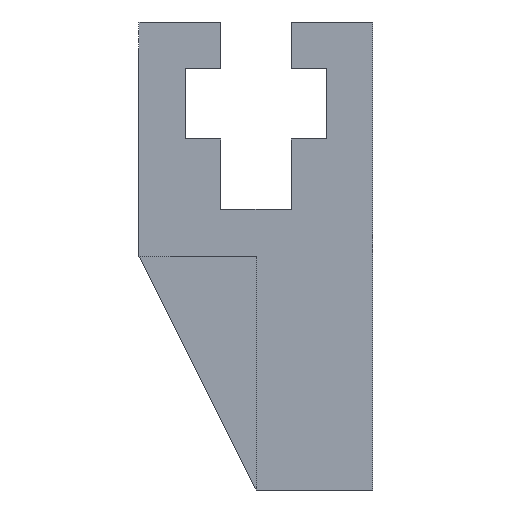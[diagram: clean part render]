
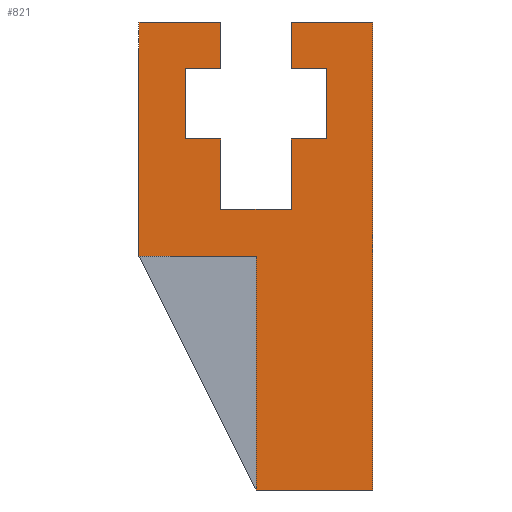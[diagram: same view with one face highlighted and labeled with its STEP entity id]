
A CAD part, front view. The second image highlights one B-rep face of the part: STEP entity #821.
In plain terms, the highlighted planar face has unit normal (0, -1, 0).
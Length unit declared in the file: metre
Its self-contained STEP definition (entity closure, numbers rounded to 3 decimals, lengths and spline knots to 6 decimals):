
#132=ORIENTED_EDGE('',*,*,#300,.F.);
#133=ORIENTED_EDGE('',*,*,#296,.T.);
#134=ORIENTED_EDGE('',*,*,#299,.F.);
#135=ORIENTED_EDGE('',*,*,#301,.T.);
#136=ORIENTED_EDGE('',*,*,#302,.T.);
#137=ORIENTED_EDGE('',*,*,#303,.F.);
#138=ORIENTED_EDGE('',*,*,#304,.T.);
#139=ORIENTED_EDGE('',*,*,#305,.T.);
#140=ORIENTED_EDGE('',*,*,#306,.T.);
#141=ORIENTED_EDGE('',*,*,#307,.T.);
#142=ORIENTED_EDGE('',*,*,#308,.T.);
#143=ORIENTED_EDGE('',*,*,#309,.F.);
#144=ORIENTED_EDGE('',*,*,#310,.T.);
#145=ORIENTED_EDGE('',*,*,#311,.F.);
#146=ORIENTED_EDGE('',*,*,#312,.F.);
#147=ORIENTED_EDGE('',*,*,#313,.F.);
#148=ORIENTED_EDGE('',*,*,#314,.F.);
#149=ORIENTED_EDGE('',*,*,#315,.T.);
#296=EDGE_CURVE('',#386,#388,#477,.T.);
#299=EDGE_CURVE('',#390,#388,#480,.T.);
#300=EDGE_CURVE('',#386,#391,#481,.T.);
#301=EDGE_CURVE('',#390,#392,#482,.T.);
#302=EDGE_CURVE('',#392,#393,#483,.T.);
#303=EDGE_CURVE('',#394,#393,#484,.T.);
#304=EDGE_CURVE('',#394,#395,#485,.T.);
#305=EDGE_CURVE('',#395,#396,#486,.T.);
#306=EDGE_CURVE('',#396,#397,#487,.T.);
#307=EDGE_CURVE('',#397,#398,#488,.T.);
#308=EDGE_CURVE('',#398,#399,#489,.T.);
#309=EDGE_CURVE('',#400,#399,#490,.T.);
#310=EDGE_CURVE('',#400,#401,#491,.T.);
#311=EDGE_CURVE('',#402,#401,#492,.T.);
#312=EDGE_CURVE('',#403,#402,#493,.T.);
#313=EDGE_CURVE('',#404,#403,#494,.T.);
#314=EDGE_CURVE('',#405,#404,#495,.T.);
#315=EDGE_CURVE('',#405,#391,#496,.T.);
#386=VERTEX_POINT('',#1307);
#388=VERTEX_POINT('',#1311);
#390=VERTEX_POINT('',#1317);
#391=VERTEX_POINT('',#1321);
#392=VERTEX_POINT('',#1323);
#393=VERTEX_POINT('',#1325);
#394=VERTEX_POINT('',#1327);
#395=VERTEX_POINT('',#1329);
#396=VERTEX_POINT('',#1331);
#397=VERTEX_POINT('',#1333);
#398=VERTEX_POINT('',#1335);
#399=VERTEX_POINT('',#1337);
#400=VERTEX_POINT('',#1339);
#401=VERTEX_POINT('',#1341);
#402=VERTEX_POINT('',#1343);
#403=VERTEX_POINT('',#1345);
#404=VERTEX_POINT('',#1347);
#405=VERTEX_POINT('',#1349);
#477=LINE('',#1312,#576);
#480=LINE('',#1318,#579);
#481=LINE('',#1320,#580);
#482=LINE('',#1322,#581);
#483=LINE('',#1324,#582);
#484=LINE('',#1326,#583);
#485=LINE('',#1328,#584);
#486=LINE('',#1330,#585);
#487=LINE('',#1332,#586);
#488=LINE('',#1334,#587);
#489=LINE('',#1336,#588);
#490=LINE('',#1338,#589);
#491=LINE('',#1340,#590);
#492=LINE('',#1342,#591);
#493=LINE('',#1344,#592);
#494=LINE('',#1346,#593);
#495=LINE('',#1348,#594);
#496=LINE('',#1350,#595);
#576=VECTOR('',#1085,1.);
#579=VECTOR('',#1090,1.);
#580=VECTOR('',#1093,1.);
#581=VECTOR('',#1094,1.);
#582=VECTOR('',#1095,1.);
#583=VECTOR('',#1096,1.);
#584=VECTOR('',#1097,1.);
#585=VECTOR('',#1098,1.);
#586=VECTOR('',#1099,1.);
#587=VECTOR('',#1100,1.);
#588=VECTOR('',#1101,1.);
#589=VECTOR('',#1102,1.);
#590=VECTOR('',#1103,1.);
#591=VECTOR('',#1104,1.);
#592=VECTOR('',#1105,1.);
#593=VECTOR('',#1106,1.);
#594=VECTOR('',#1107,1.);
#595=VECTOR('',#1108,1.);
#654=EDGE_LOOP('',(#132,#133,#134,#135,#136,#137,#138,#139,#140,#141,#142,
#143,#144,#145,#146,#147,#148,#149));
#715=FACE_BOUND('',#654,.T.);
#776=PLANE('',#943);
#821=ADVANCED_FACE('',(#715),#776,.T.);
#943=AXIS2_PLACEMENT_3D('',#1319,#1091,#1092);
#1085=DIRECTION('',(-1.,0.,0.));
#1090=DIRECTION('',(0.,0.,1.));
#1091=DIRECTION('',(0.,-1.,0.));
#1092=DIRECTION('',(1.,0.,0.));
#1093=DIRECTION('',(0.,0.,-1.));
#1094=DIRECTION('',(1.,0.,0.));
#1095=DIRECTION('',(0.,0.,-1.));
#1096=DIRECTION('',(-1.,0.,0.));
#1097=DIRECTION('',(0.,0.,1.));
#1098=DIRECTION('',(-1.,0.,0.));
#1099=DIRECTION('',(0.,0.,-1.));
#1100=DIRECTION('',(1.,0.,0.));
#1101=DIRECTION('',(0.,0.,-1.));
#1102=DIRECTION('',(1.,0.,0.));
#1103=DIRECTION('',(0.,0.,-1.));
#1104=DIRECTION('',(1.,0.,0.));
#1105=DIRECTION('',(0.,0.,-1.));
#1106=DIRECTION('',(1.,0.,0.));
#1107=DIRECTION('',(0.,0.,-1.));
#1108=DIRECTION('',(1.,0.,0.));
#1307=CARTESIAN_POINT('',(-0.0015,-0.10675,0.01));
#1311=CARTESIAN_POINT('',(-0.005,-0.10675,0.01));
#1312=CARTESIAN_POINT('',(0.,-0.10675,0.01));
#1317=CARTESIAN_POINT('',(-0.005,-0.10675,0.));
#1318=CARTESIAN_POINT('',(-0.005,-0.10675,0.));
#1319=CARTESIAN_POINT('',(0.,-0.10675,0.));
#1320=CARTESIAN_POINT('',(-0.0015,-0.10675,0.009));
#1321=CARTESIAN_POINT('',(-0.0015,-0.10675,0.008));
#1322=CARTESIAN_POINT('',(-0.00075,-0.10675,0.));
#1323=CARTESIAN_POINT('',(0.,-0.10675,0.));
#1324=CARTESIAN_POINT('',(0.,-0.10675,-0.005));
#1325=CARTESIAN_POINT('',(0.,-0.10675,-0.01));
#1326=CARTESIAN_POINT('',(0.,-0.10675,-0.01));
#1327=CARTESIAN_POINT('',(0.005,-0.10675,-0.01));
#1328=CARTESIAN_POINT('',(0.005,-0.10675,0.));
#1329=CARTESIAN_POINT('',(0.005,-0.10675,0.01));
#1330=CARTESIAN_POINT('',(0.,-0.10675,0.01));
#1331=CARTESIAN_POINT('',(0.0015,-0.10675,0.01));
#1332=CARTESIAN_POINT('',(0.0015,-0.10675,0.009));
#1333=CARTESIAN_POINT('',(0.0015,-0.10675,0.008));
#1334=CARTESIAN_POINT('',(0.00225,-0.10675,0.008));
#1335=CARTESIAN_POINT('',(0.003,-0.10675,0.008));
#1336=CARTESIAN_POINT('',(0.003,-0.10675,0.0065));
#1337=CARTESIAN_POINT('',(0.003,-0.10675,0.005));
#1338=CARTESIAN_POINT('',(0.00225,-0.10675,0.005));
#1339=CARTESIAN_POINT('',(0.0015,-0.10675,0.005));
#1340=CARTESIAN_POINT('',(0.0015,-0.10675,0.0035));
#1341=CARTESIAN_POINT('',(0.0015,-0.10675,0.002));
#1342=CARTESIAN_POINT('',(-0.00075,-0.10675,0.002));
#1343=CARTESIAN_POINT('',(-0.0015,-0.10675,0.002));
#1344=CARTESIAN_POINT('',(-0.0015,-0.10675,0.0035));
#1345=CARTESIAN_POINT('',(-0.0015,-0.10675,0.005));
#1346=CARTESIAN_POINT('',(-0.00225,-0.10675,0.005));
#1347=CARTESIAN_POINT('',(-0.003,-0.10675,0.005));
#1348=CARTESIAN_POINT('',(-0.003,-0.10675,0.0065));
#1349=CARTESIAN_POINT('',(-0.003,-0.10675,0.008));
#1350=CARTESIAN_POINT('',(-0.00225,-0.10675,0.008));
